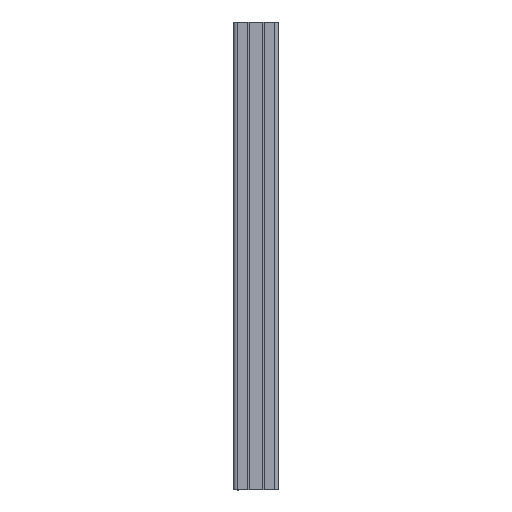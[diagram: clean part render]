
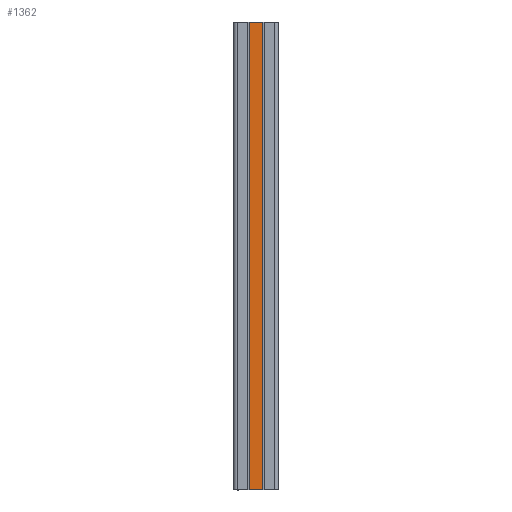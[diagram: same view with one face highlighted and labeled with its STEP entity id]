
A CAD part, top view. The second image highlights one B-rep face of the part: STEP entity #1362.
In plain terms, the highlighted planar face has unit normal (0, 0, 1).
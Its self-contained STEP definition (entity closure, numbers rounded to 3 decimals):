
#53=FACE_OUTER_BOUND('',#123,.T.);
#123=EDGE_LOOP('',(#1008,#1009,#1010,#1011));
#202=LINE('',#1912,#389);
#267=LINE('',#2052,#454);
#269=LINE('',#2056,#456);
#270=LINE('',#2057,#457);
#389=VECTOR('',#1541,10.);
#454=VECTOR('',#1642,10.);
#456=VECTOR('',#1646,10.);
#457=VECTOR('',#1647,10.);
#576=VERTEX_POINT('',#1909);
#577=VERTEX_POINT('',#1911);
#634=VERTEX_POINT('',#2051);
#635=VERTEX_POINT('',#2055);
#711=EDGE_CURVE('',#577,#576,#202,.T.);
#781=EDGE_CURVE('',#577,#634,#267,.T.);
#783=EDGE_CURVE('',#576,#635,#269,.T.);
#784=EDGE_CURVE('',#634,#635,#270,.T.);
#1008=ORIENTED_EDGE('',*,*,#711,.T.);
#1009=ORIENTED_EDGE('',*,*,#783,.T.);
#1010=ORIENTED_EDGE('',*,*,#784,.F.);
#1011=ORIENTED_EDGE('',*,*,#781,.F.);
#1299=PLANE('',#1451);
#1362=ADVANCED_FACE('',(#53),#1299,.T.);
#1451=AXIS2_PLACEMENT_3D('',#2054,#1644,#1645);
#1541=DIRECTION('',(-1.,0.,0.));
#1642=DIRECTION('',(0.,-1.,0.));
#1644=DIRECTION('center_axis',(0.,0.,
1.));
#1645=DIRECTION('ref_axis',(-1.,0.,0.));
#1646=DIRECTION('',(0.,-1.,0.));
#1647=DIRECTION('',(-1.,0.,0.));
#1909=CARTESIAN_POINT('',(-42.981,232.5,3.9));
#1911=CARTESIAN_POINT('',(-37.019,232.5,3.9));
#1912=CARTESIAN_POINT('',(-38.51,232.5,3.9));
#2051=CARTESIAN_POINT('',(-37.019,22.5,3.9));
#2052=CARTESIAN_POINT('',(-37.019,367.5,3.9));
#2054=CARTESIAN_POINT('Origin',(-37.019,367.5,3.9));
#2055=CARTESIAN_POINT('',(-42.981,22.5,3.9));
#2056=CARTESIAN_POINT('',(-42.981,367.5,3.9));
#2057=CARTESIAN_POINT('',(-37.019,22.5,3.9));
